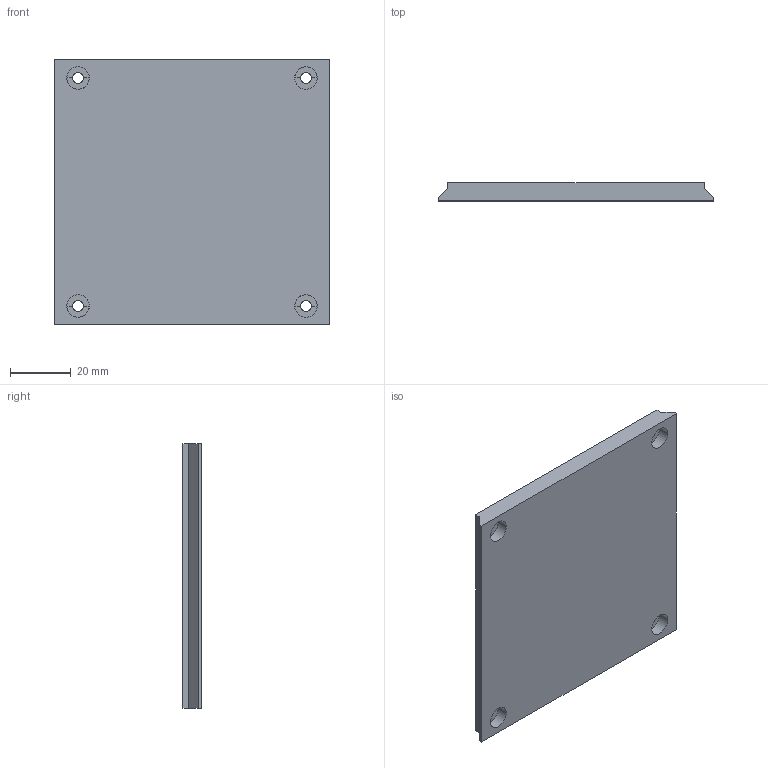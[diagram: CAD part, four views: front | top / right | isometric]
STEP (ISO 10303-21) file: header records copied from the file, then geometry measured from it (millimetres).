
FILE_DESCRIPTION(/* description */ (''),/* implementation_level */ '2;1');
FILE_NAME(/* name */ 'OB_MAI~2',/* time_stamp */ '2025-11-24T23:46:07+08:00',/* author */ (''),/* organization */ (''),/* preprocessor_version */ 'ST-DEVELOPER v16.5',/* originating_system */ '',/* authorisation */ '');
FILE_SCHEMA (('CONFIG_CONTROL_DESIGN'));
Length unit declared in the file: millimetre
Products named in the file (1): Document
Bounding box: 90.6 x 6 x 87 mm (x, y, z)
Volume: 44665.7 mm3; surface area: 17905.3 mm2
Topology: 1 solids, 1 shells, 34 faces, 88 edges, 56 vertices
Faces by surface type: cylinder 16, plane 14, bspline 4
Entity records: 1042 total; most frequent: CARTESIAN_POINT 386, ORIENTED_EDGE 176, EDGE_CURVE 88, VERTEX_POINT 56, EDGE_LOOP 42, ADVANCED_FACE 34, FACE_OUTER_BOUND 34, DIRECTION 34
